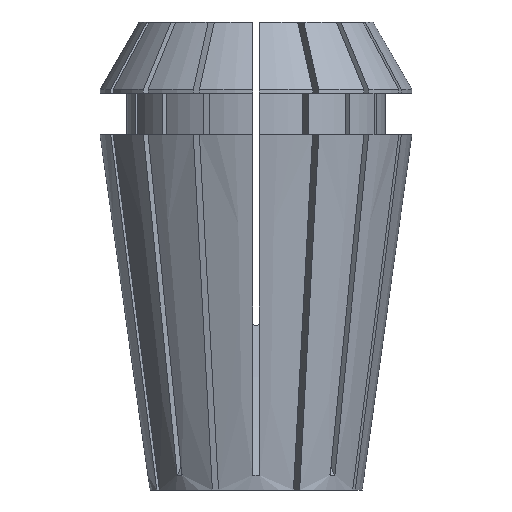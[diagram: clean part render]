
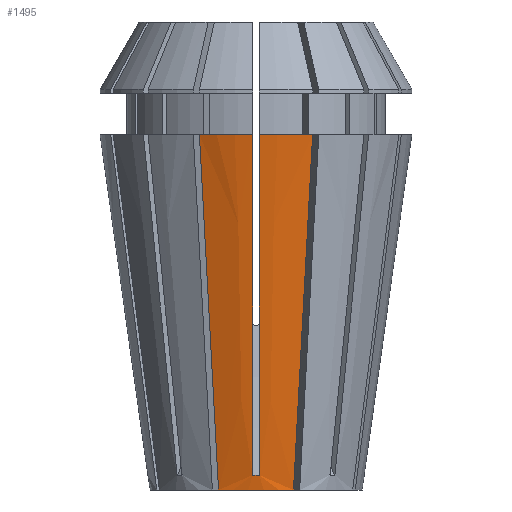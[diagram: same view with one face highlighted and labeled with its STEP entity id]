
A CAD part, front view. The second image highlights one B-rep face of the part: STEP entity #1495.
In plain terms, the highlighted conical face has half-angle 8 degrees and reference radius 7.141 mm.
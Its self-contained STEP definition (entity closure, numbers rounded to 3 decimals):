
#207 = AXIS2_PLACEMENT_3D ( 'NONE', #3906, #5837, #5878 ) ;
#270 = B_SPLINE_CURVE_WITH_KNOTS ( 'NONE', 3,
 ( #2264, #3707, #6154, #1249, #2214, #6249, #6206, #5659, #298, #1700 ),
 .UNSPECIFIED., .F., .F.,
 ( 4, 3, 3, 4 ),
 ( 0.044, 0.052, 0.065, 0.067 ),
 .UNSPECIFIED. ) ;
#298 = CARTESIAN_POINT ( 'NONE',  ( 0.225, -7.375, 1.686 ) ) ;
#444 = CARTESIAN_POINT ( 'NONE',  ( 0.225, -7.279, 1.004 ) ) ;
#488 = CARTESIAN_POINT ( 'NONE',  ( -0.225, -10.498, 23.9 ) ) ;
#513 = CARTESIAN_POINT ( 'NONE',  ( -0.225, -8.184, 7.437 ) ) ;
#556 = CARTESIAN_POINT ( 'NONE',  ( -0.225, -10.138, 21.337 ) ) ;
#728 = CARTESIAN_POINT ( 'NONE',  ( 3.81, -9.785, 23.9 ) ) ;
#807 = CARTESIAN_POINT ( 'NONE',  ( 2.726, -7.169, 3.763 ) ) ;
#927 = DIRECTION ( 'NONE',  ( 0., 0., 1. ) ) ;
#932 = ORIENTED_EDGE ( 'NONE', *, *, #4873, .T. ) ;
#936 = B_SPLINE_CURVE_WITH_KNOTS ( 'NONE', 3,
 ( #5262, #2751, #4743, #5232, #807, #1298, #1777 ),
 .UNSPECIFIED., .F., .F.,
 ( 4, 3, 4 ),
 ( 0., 0.018, 0.024 ),
 .UNSPECIFIED. ) ;
#941 = ORIENTED_EDGE ( 'NONE', *, *, #2882, .F. ) ;
#1019 = B_SPLINE_CURVE_WITH_KNOTS ( 'NONE', 3,
 ( #1708, #2706, #3194, #3691 ),
 .UNSPECIFIED., .F., .F.,
 ( 4, 4 ),
 ( 0., 0. ),
 .UNSPECIFIED. ) ;
#1234 = AXIS2_PLACEMENT_3D ( 'NONE', #3369, #5796, #4304 ) ;
#1249 = CARTESIAN_POINT ( 'NONE',  ( 0.225, -9.417, 16.211 ) ) ;
#1298 = CARTESIAN_POINT ( 'NONE',  ( 2.625, -6.925, 1.882 ) ) ;
#1390 = VERTEX_POINT ( 'NONE', #1822 ) ;
#1444 = CARTESIAN_POINT ( 'NONE',  ( -2.524, -6.681, 0. ) ) ;
#1495 = ADVANCED_FACE ( 'NONE', ( #2977 ), #4287, .T. ) ;
#1514 = VERTEX_POINT ( 'NONE', #444 ) ;
#1678 = AXIS2_PLACEMENT_3D ( 'NONE', #2371, #927, #4355 ) ;
#1700 = CARTESIAN_POINT ( 'NONE',  ( 0.225, -7.279, 1.004 ) ) ;
#1708 = CARTESIAN_POINT ( 'NONE',  ( -0.225, -7.279, 1.004 ) ) ;
#1777 = CARTESIAN_POINT ( 'NONE',  ( 2.524, -6.681, 0. ) ) ;
#1822 = CARTESIAN_POINT ( 'NONE',  ( -0.225, -7.279, 1.004 ) ) ;
#1867 = ORIENTED_EDGE ( 'NONE', *, *, #4076, .F. ) ;
#2116 = EDGE_CURVE ( 'NONE', #1390, #1514, #1019, .T. ) ;
#2214 = CARTESIAN_POINT ( 'NONE',  ( 0.225, -8.8, 11.824 ) ) ;
#2219 = ORIENTED_EDGE ( 'NONE', *, *, #2116, .F. ) ;
#2252 = CARTESIAN_POINT ( 'NONE',  ( -3.81, -9.785, 23.9 ) ) ;
#2264 = CARTESIAN_POINT ( 'NONE',  ( 0.225, -10.498, 23.9 ) ) ;
#2272 = B_SPLINE_CURVE_WITH_KNOTS ( 'NONE', 3,
 ( #2381, #2404, #2874, #2428, #4929, #3883, #1444 ),
 .UNSPECIFIED., .F., .F.,
 ( 4, 3, 4 ),
 ( 0., 0.018, 0.024 ),
 .UNSPECIFIED. ) ;
#2371 = CARTESIAN_POINT ( 'NONE',  ( 0., 0., 0. ) ) ;
#2381 = CARTESIAN_POINT ( 'NONE',  ( -3.81, -9.785, 23.9 ) ) ;
#2404 = CARTESIAN_POINT ( 'NONE',  ( -3.482, -8.995, 17.815 ) ) ;
#2428 = CARTESIAN_POINT ( 'NONE',  ( -2.827, -7.414, 5.645 ) ) ;
#2455 = CIRCLE ( 'NONE', #6058, 10.5 ) ;
#2578 = VERTEX_POINT ( 'NONE', #5832 ) ;
#2706 = CARTESIAN_POINT ( 'NONE',  ( -0.075, -7.283, 0.999 ) ) ;
#2751 = CARTESIAN_POINT ( 'NONE',  ( 3.482, -8.995, 17.815 ) ) ;
#2780 = CIRCLE ( 'NONE', #1234, 7.141 ) ;
#2806 = VERTEX_POINT ( 'NONE', #728 ) ;
#2874 = CARTESIAN_POINT ( 'NONE',  ( -3.155, -8.204, 11.73 ) ) ;
#2882 = EDGE_CURVE ( 'NONE', #2806, #4999, #936, .T. ) ;
#2977 = FACE_OUTER_BOUND ( 'NONE', #3688, .T. ) ;
#3138 = B_SPLINE_CURVE_WITH_KNOTS ( 'NONE', 3,
 ( #488, #556, #5442, #4430, #5919, #513, #4511, #4470, #3922, #4966 ),
 .UNSPECIFIED., .F., .F.,
 ( 4, 3, 3, 4 ),
 ( 0.044, 0.052, 0.065, 0.067 ),
 .UNSPECIFIED. ) ;
#3194 = CARTESIAN_POINT ( 'NONE',  ( 0.075, -7.283, 0.999 ) ) ;
#3287 = CARTESIAN_POINT ( 'NONE',  ( 0., 0., 23.9 ) ) ;
#3335 = EDGE_CURVE ( 'NONE', #4999, #6278, #2780, .T. ) ;
#3369 = CARTESIAN_POINT ( 'NONE',  ( 0., 0., 0. ) ) ;
#3541 = CARTESIAN_POINT ( 'NONE',  ( 2.524, -6.681, 0. ) ) ;
#3688 = EDGE_LOOP ( 'NONE', ( #941, #5805, #5843, #2219, #1867, #5393, #932, #4814 ) ) ;
#3691 = CARTESIAN_POINT ( 'NONE',  ( 0.225, -7.279, 1.004 ) ) ;
#3707 = CARTESIAN_POINT ( 'NONE',  ( 0.225, -10.138, 21.337 ) ) ;
#3883 = CARTESIAN_POINT ( 'NONE',  ( -2.625, -6.925, 1.882 ) ) ;
#3906 = CARTESIAN_POINT ( 'NONE',  ( 0., 0., 23.9 ) ) ;
#3922 = CARTESIAN_POINT ( 'NONE',  ( -0.225, -7.375, 1.686 ) ) ;
#4076 = EDGE_CURVE ( 'NONE', #5569, #1390, #3138, .T. ) ;
#4287 = CONICAL_SURFACE ( 'NONE', #1678, 7.141, 0.14 ) ;
#4304 = DIRECTION ( 'NONE',  ( -1., 0., 0. ) ) ;
#4355 = DIRECTION ( 'NONE',  ( 1., 0., 0. ) ) ;
#4430 = CARTESIAN_POINT ( 'NONE',  ( -0.225, -9.417, 16.211 ) ) ;
#4470 = CARTESIAN_POINT ( 'NONE',  ( -0.225, -7.471, 2.368 ) ) ;
#4487 = CARTESIAN_POINT ( 'NONE',  ( -0.225, -10.498, 23.9 ) ) ;
#4511 = CARTESIAN_POINT ( 'NONE',  ( -0.225, -7.567, 3.05 ) ) ;
#4743 = CARTESIAN_POINT ( 'NONE',  ( 3.155, -8.204, 11.73 ) ) ;
#4744 = EDGE_CURVE ( 'NONE', #5569, #5762, #2455, .T. ) ;
#4814 = ORIENTED_EDGE ( 'NONE', *, *, #3335, .F. ) ;
#4872 = EDGE_CURVE ( 'NONE', #2806, #2578, #5461, .T. ) ;
#4873 = EDGE_CURVE ( 'NONE', #5762, #6278, #2272, .T. ) ;
#4929 = CARTESIAN_POINT ( 'NONE',  ( -2.726, -7.169, 3.763 ) ) ;
#4966 = CARTESIAN_POINT ( 'NONE',  ( -0.225, -7.279, 1.004 ) ) ;
#4999 = VERTEX_POINT ( 'NONE', #3541 ) ;
#5160 = EDGE_CURVE ( 'NONE', #2578, #1514, #270, .T. ) ;
#5232 = CARTESIAN_POINT ( 'NONE',  ( 2.827, -7.414, 5.645 ) ) ;
#5262 = CARTESIAN_POINT ( 'NONE',  ( 3.81, -9.785, 23.9 ) ) ;
#5393 = ORIENTED_EDGE ( 'NONE', *, *, #4744, .T. ) ;
#5442 = CARTESIAN_POINT ( 'NONE',  ( -0.225, -9.777, 18.774 ) ) ;
#5461 = CIRCLE ( 'NONE', #207, 10.5 ) ;
#5569 = VERTEX_POINT ( 'NONE', #4487 ) ;
#5618 = CARTESIAN_POINT ( 'NONE',  ( -2.524, -6.681, 0. ) ) ;
#5659 = CARTESIAN_POINT ( 'NONE',  ( 0.225, -7.471, 2.368 ) ) ;
#5762 = VERTEX_POINT ( 'NONE', #2252 ) ;
#5777 = DIRECTION ( 'NONE',  ( -1., 0., 0. ) ) ;
#5796 = DIRECTION ( 'NONE',  ( 0., 0., -1. ) ) ;
#5805 = ORIENTED_EDGE ( 'NONE', *, *, #4872, .T. ) ;
#5817 = DIRECTION ( 'NONE',  ( 0., 0., -1. ) ) ;
#5832 = CARTESIAN_POINT ( 'NONE',  ( 0.225, -10.498, 23.9 ) ) ;
#5837 = DIRECTION ( 'NONE',  ( 0., 0., -1. ) ) ;
#5843 = ORIENTED_EDGE ( 'NONE', *, *, #5160, .T. ) ;
#5878 = DIRECTION ( 'NONE',  ( -1., 0., 0. ) ) ;
#5919 = CARTESIAN_POINT ( 'NONE',  ( -0.225, -8.8, 11.824 ) ) ;
#6058 = AXIS2_PLACEMENT_3D ( 'NONE', #3287, #5817, #5777 ) ;
#6154 = CARTESIAN_POINT ( 'NONE',  ( 0.225, -9.777, 18.774 ) ) ;
#6206 = CARTESIAN_POINT ( 'NONE',  ( 0.225, -7.567, 3.05 ) ) ;
#6249 = CARTESIAN_POINT ( 'NONE',  ( 0.225, -8.184, 7.437 ) ) ;
#6278 = VERTEX_POINT ( 'NONE', #5618 ) ;
